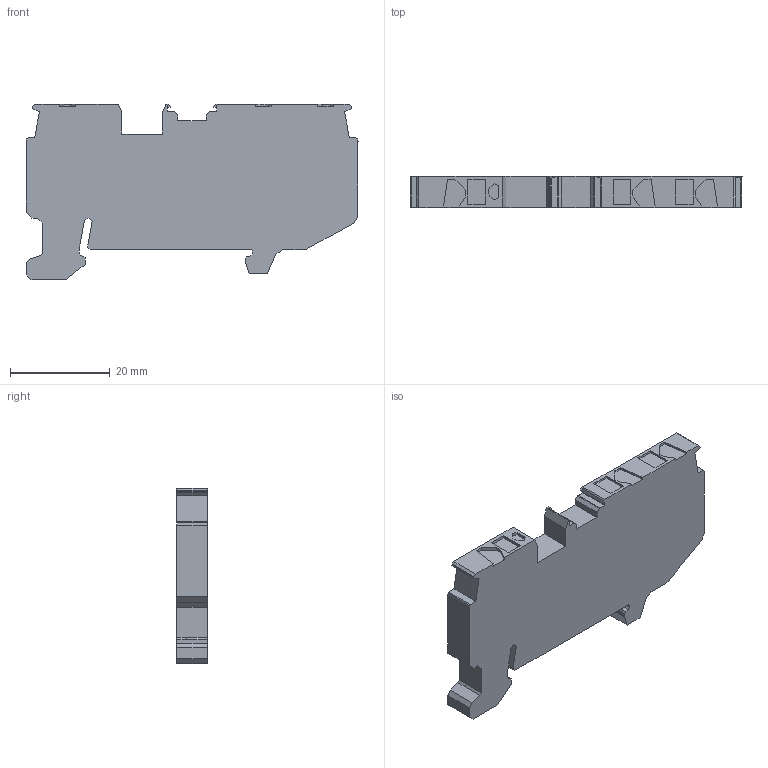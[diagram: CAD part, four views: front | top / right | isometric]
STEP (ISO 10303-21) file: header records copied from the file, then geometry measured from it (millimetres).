
FILE_DESCRIPTION( ('This file contains a STEP AP42 implementation' ,'as created by ZW3D STEP Interface translator.') ,'2;1' );
FILE_NAME( 'GUV4-103-XX-00N.stp' ,'2410 8.1553 9', (''), ('ZWCAD Software Co.'), 'Version 1.0', 'ZW3D to STEP translator', '' );
FILE_SCHEMA(('CONFIG_CONTROL_DESIGN'));
Length unit declared in the file: millimetre
Products named in the file (1): 0
Bounding box: 66.6 x 6.2 x 35.25 mm (x, y, z)
Volume: 11528.1 mm3; surface area: 5322 mm2
Topology: 1 solids, 1 shells, 149 faces, 432 edges, 289 vertices
Faces by surface type: bspline 149
Entity records: 4984 total; most frequent: CARTESIAN_POINT 2482, ORIENTED_EDGE 868, EDGE_CURVE 434, B_SPLINE_CURVE_WITH_KNOTS 335, VERTEX_POINT 290, EDGE_LOOP 153, FACE_OUTER_BOUND 149, ADVANCED_FACE 149
